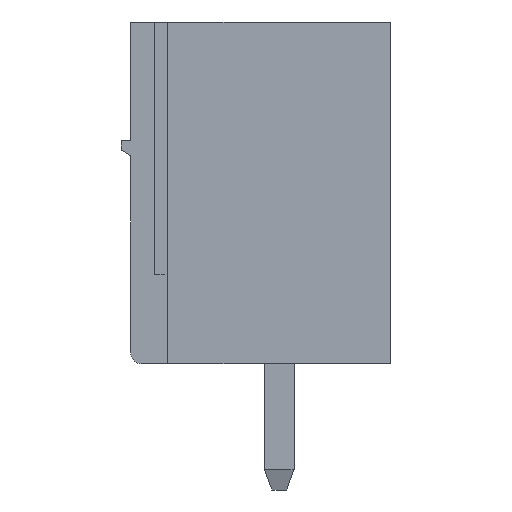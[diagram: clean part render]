
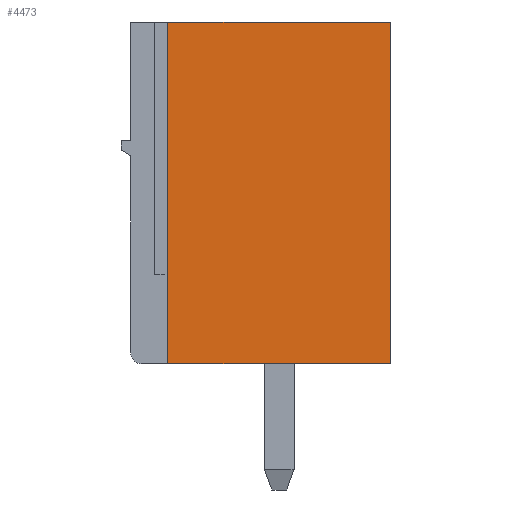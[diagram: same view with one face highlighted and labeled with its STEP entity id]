
A CAD part, left-side view. The second image highlights one B-rep face of the part: STEP entity #4473.
In plain terms, the highlighted planar face has unit normal (-1, 0, 0).
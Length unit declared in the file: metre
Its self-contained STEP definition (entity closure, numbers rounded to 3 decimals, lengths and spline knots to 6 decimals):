
#4473=ADVANCED_FACE('',(#9123),#9124,.F.);
#9123=FACE_OUTER_BOUND('',#13799,.T.);
#9124=PLANE('',#13800);
#13799=EDGE_LOOP('',(#27209,#27210,#27211,#27212));
#13800=AXIS2_PLACEMENT_3D('',#27213,#27214,#27215);
#27209=ORIENTED_EDGE('',*,*,#28106,.F.);
#27210=ORIENTED_EDGE('',*,*,#27573,.F.);
#27211=ORIENTED_EDGE('',*,*,#32746,.T.);
#27212=ORIENTED_EDGE('',*,*,#28274,.T.);
#27213=CARTESIAN_POINT('',(-1.091827,0.00386,0.000933));
#27214=DIRECTION('',(1.0,0.,0.));
#27215=DIRECTION('',(0.0,0.,1.0));
#27573=EDGE_CURVE('',#32908,#32903,#32910,.T.);
#28106=EDGE_CURVE('',#32903,#33974,#33975,.T.);
#28274=EDGE_CURVE('',#34268,#33974,#34269,.T.);
#32746=EDGE_CURVE('',#32908,#34268,#40469,.T.);
#32903=VERTEX_POINT('',#40668);
#32908=VERTEX_POINT('',#40676);
#32910=LINE('',#40679,#40680);
#33974=VERTEX_POINT('',#42201);
#33975=LINE('',#42202,#42203);
#34268=VERTEX_POINT('',#42657);
#34269=LINE('',#42658,#42659);
#40469=LINE('',#51790,#51791);
#40668=CARTESIAN_POINT('',(-1.091827,0.00386,0.000933));
#40676=CARTESIAN_POINT('',(-1.091827,0.00986,0.000933));
#40679=CARTESIAN_POINT('',(-1.091827,0.00386,0.000933));
#40680=VECTOR('',#51952,1.0);
#42201=CARTESIAN_POINT('',(-1.091827,0.00386,-0.008267));
#42202=CARTESIAN_POINT('',(-1.091827,0.00386,0.000933));
#42203=VECTOR('',#52632,1.0);
#42657=CARTESIAN_POINT('',(-1.091827,0.00986,-0.008267));
#42658=CARTESIAN_POINT('',(-1.091827,0.00386,-0.008267));
#42659=VECTOR('',#52809,1.0);
#51790=CARTESIAN_POINT('',(-1.091827,0.00986,0.000933));
#51791=VECTOR('',#56107,1.0);
#51952=DIRECTION('',(0.,-1.0,0.));
#52632=DIRECTION('',(0.,0.,-1.0));
#52809=DIRECTION('',(0.,-1.0,0.));
#56107=DIRECTION('',(0.,0.,-1.0));
